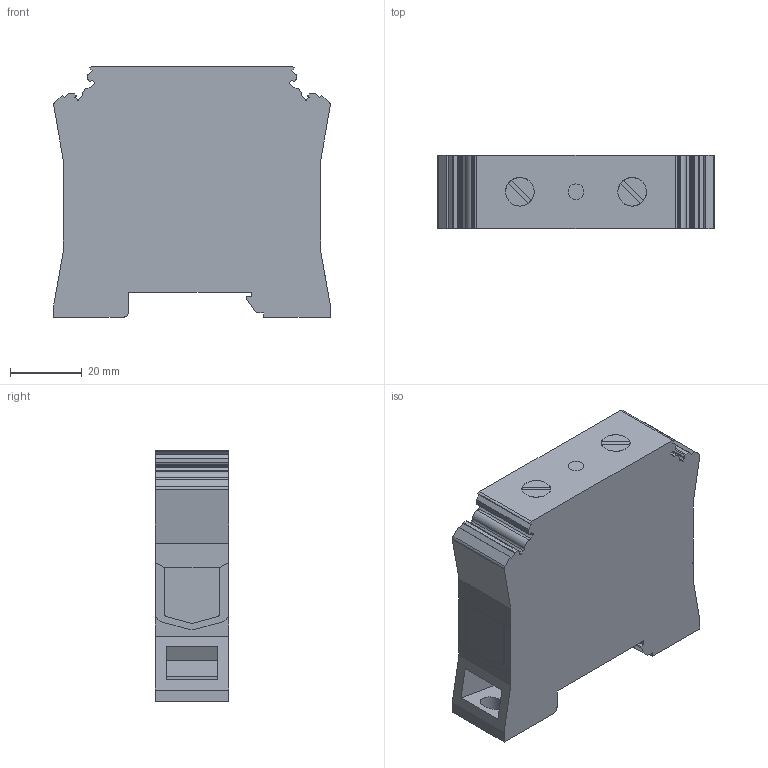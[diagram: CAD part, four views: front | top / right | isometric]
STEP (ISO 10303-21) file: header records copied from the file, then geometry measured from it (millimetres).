
FILE_DESCRIPTION (( 'STEP AP214' ), '1' );
FILE_NAME ('CTS50_70N greeN.STEP', '2024-11-15T09:02:39', ( '' ), ( '' ), 'SwSTEP 2.0', 'SolidWorks 2022', '' );
FILE_SCHEMA (( 'AUTOMOTIVE_DESIGN' ));
Length unit declared in the file: millimetre
Products named in the file (1): CTS50_70N greeN
Bounding box: 77.3 x 20.5 x 70 mm (x, y, z)
Volume: 92327.4 mm3; surface area: 17870.5 mm2
Topology: 1 solids, 1 shells, 166 faces, 479 edges, 318 vertices
Faces by surface type: plane 101, cylinder 65
Entity records: 5592 total; most frequent: CARTESIAN_POINT 988, ORIENTED_EDGE 958, DIRECTION 939, EDGE_CURVE 479, VECTOR 341, LINE 341, VERTEX_POINT 318, AXIS2_PLACEMENT_3D 299
